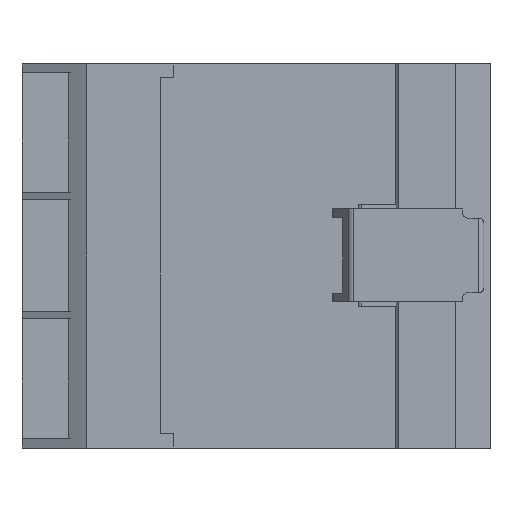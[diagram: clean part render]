
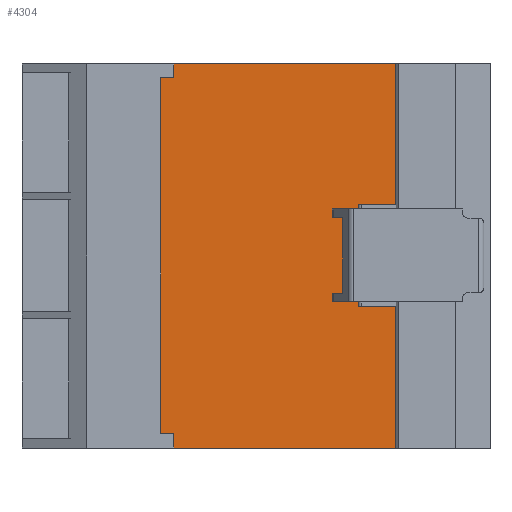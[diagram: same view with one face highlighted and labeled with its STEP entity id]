
A CAD part, front view. The second image highlights one B-rep face of the part: STEP entity #4304.
In plain terms, the highlighted face is planar.
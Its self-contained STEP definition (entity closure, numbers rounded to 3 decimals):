
#415=DIRECTION('',(1.,0.,0.));
#416=VECTOR('',#415,44.);
#417=CARTESIAN_POINT('',(-17.85,-5.,71.8));
#418=LINE('',#417,#416);
#1152=DIRECTION('',(1.,0.,0.));
#1153=VECTOR('',#1152,44.);
#1154=CARTESIAN_POINT('',(-17.85,-5.,0.));
#1155=LINE('',#1154,#1153);
#1159=DIRECTION('',(0.,0.,-1.));
#1160=VECTOR('',#1159,71.8);
#1161=CARTESIAN_POINT('',(-17.85,-5.,71.8));
#1162=LINE('',#1161,#1160);
#1166=DIRECTION('',(0.,0.,-1.));
#1167=VECTOR('',#1166,71.8);
#1168=CARTESIAN_POINT('',(26.15,-5.,71.8));
#1169=LINE('',#1168,#1167);
#3055=CARTESIAN_POINT('',(26.15,-5.,0.));
#3056=VERTEX_POINT('',#3055);
#3057=CARTESIAN_POINT('',(-17.85,-5.,0.));
#3058=VERTEX_POINT('',#3057);
#3119=CARTESIAN_POINT('',(-17.85,-5.,71.8));
#3120=VERTEX_POINT('',#3119);
#3121=CARTESIAN_POINT('',(26.15,-5.,71.8));
#3122=VERTEX_POINT('',#3121);
#4292=CARTESIAN_POINT('',(26.15,-5.,0.));
#4293=DIRECTION('',(0.,1.,0.));
#4294=DIRECTION('',(-1.,0.,0.));
#4295=AXIS2_PLACEMENT_3D('',#4292,#4293,#4294);
#4296=PLANE('',#4295);
#4297=ORIENTED_EDGE('',*,*,#3608,.T.);
#4299=ORIENTED_EDGE('',*,*,#4298,.F.);
#4300=ORIENTED_EDGE('',*,*,#3745,.F.);
#4301=ORIENTED_EDGE('',*,*,#4208,.T.);
#4302=EDGE_LOOP('',(#4297,#4299,#4300,#4301));
#4303=FACE_OUTER_BOUND('',#4302,.F.);
#3608=EDGE_CURVE('',#3058,#3056,#1155,.T.);
#3745=EDGE_CURVE('',#3120,#3122,#418,.T.);
#4208=EDGE_CURVE('',#3120,#3058,#1162,.T.);
#4298=EDGE_CURVE('',#3122,#3056,#1169,.T.);
#4304=ADVANCED_FACE('',(#4303),#4296,.T.);
